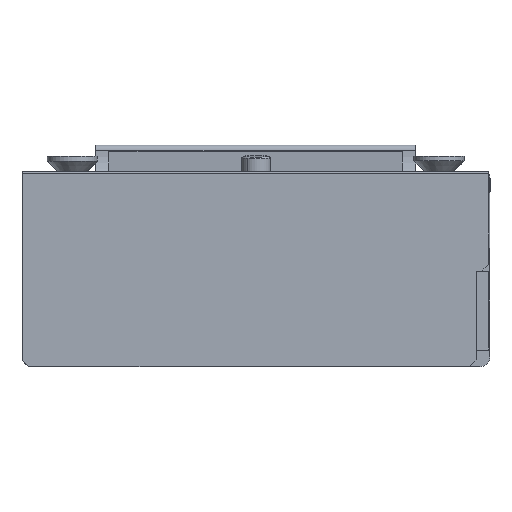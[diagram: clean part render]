
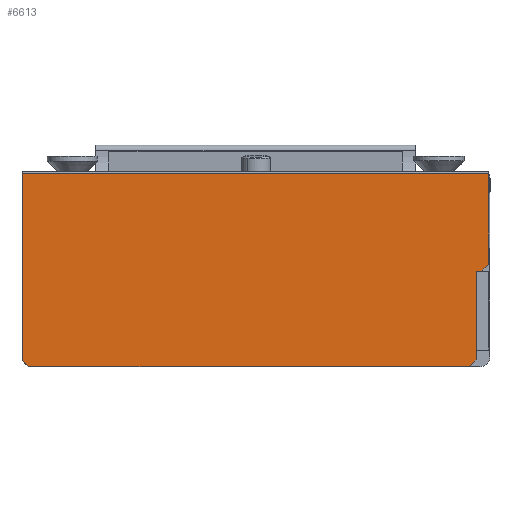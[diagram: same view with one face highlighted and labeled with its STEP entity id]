
A CAD part, front view. The second image highlights one B-rep face of the part: STEP entity #6613.
In plain terms, the highlighted face is planar.
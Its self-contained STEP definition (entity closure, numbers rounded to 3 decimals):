
#408 = VECTOR ( 'NONE', #49786, 1000. ) ;
#1199 = VECTOR ( 'NONE', #23367, 1000. ) ;
#1804 = VERTEX_POINT ( 'NONE', #43350 ) ;
#3208 = VECTOR ( 'NONE', #24610, 1000. ) ;
#3733 = FACE_OUTER_BOUND ( 'NONE', #40394, .T. ) ;
#4318 = DIRECTION ( 'NONE',  ( 0., -1., 0. ) ) ;
#5190 = ORIENTED_EDGE ( 'NONE', *, *, #35421, .T. ) ;
#5646 = VERTEX_POINT ( 'NONE', #28678 ) ;
#6243 = VERTEX_POINT ( 'NONE', #25805 ) ;
#6308 = LINE ( 'NONE', #22614, #15068 ) ;
#6613 = ADVANCED_FACE ( 'N', ( #3733 ), #31852, .T. ) ;
#8004 = CARTESIAN_POINT ( 'NONE',  ( -33.2, 13., 0. ) ) ;
#8023 = VERTEX_POINT ( 'NONE', #40572 ) ;
#8963 = EDGE_CURVE ( 'NONE', #6243, #49963, #31953, .T. ) ;
#10215 = CARTESIAN_POINT ( 'NONE',  ( 33.6, -0.7, 0. ) ) ;
#12046 = DIRECTION ( 'NONE',  ( 0., 1., 0. ) ) ;
#12303 = LINE ( 'NONE', #48660, #3208 ) ;
#12617 = VECTOR ( 'NONE', #19711, 1000. ) ;
#13409 = LINE ( 'NONE', #46312, #30977 ) ;
#13423 = CARTESIAN_POINT ( 'NONE',  ( 31.8, 0.3, 0. ) ) ;
#14888 = DIRECTION ( 'NONE',  ( -0.707, -0.707, 0. ) ) ;
#15068 = VECTOR ( 'NONE', #14888, 1000. ) ;
#15253 = CARTESIAN_POINT ( 'NONE',  ( -37.5, 14., 0. ) ) ;
#15775 = DIRECTION ( 'NONE',  ( 0., 0., 1. ) ) ;
#17501 = CARTESIAN_POINT ( 'NONE',  ( 33.6, 0.3, 0. ) ) ;
#17739 = EDGE_CURVE ( 'NONE', #33529, #1804, #48314, .T. ) ;
#18176 = VERTEX_POINT ( 'NONE', #8004 ) ;
#19711 = DIRECTION ( 'NONE',  ( 0., 1., 0. ) ) ;
#20053 = LINE ( 'NONE', #39901, #24469 ) ;
#20660 = VECTOR ( 'NONE', #4318, 1000. ) ;
#20741 = VERTEX_POINT ( 'NONE', #21963 ) ;
#21963 = CARTESIAN_POINT ( 'NONE',  ( 32.6, 0.3, 0. ) ) ;
#22614 = CARTESIAN_POINT ( 'NONE',  ( -32.2, 14., 0. ) ) ;
#23246 = CARTESIAN_POINT ( 'NONE',  ( 33.6, -0.7, 0. ) ) ;
#23367 = DIRECTION ( 'NONE',  ( 1., 0., 0. ) ) ;
#23541 = ORIENTED_EDGE ( 'NONE', *, *, #35364, .T. ) ;
#24038 = EDGE_CURVE ( 'NONE', #5646, #1804, #12303, .T. ) ;
#24469 = VECTOR ( 'NONE', #12046, 1000. ) ;
#24610 = DIRECTION ( 'NONE',  ( 0.707, -0.707, 0. ) ) ;
#25805 = CARTESIAN_POINT ( 'NONE',  ( -33.2, -13.7, 0. ) ) ;
#26358 = EDGE_CURVE ( 'NONE', #20741, #33529, #45598, .T. ) ;
#28678 = CARTESIAN_POINT ( 'NONE',  ( 30.8, 14., 0. ) ) ;
#30216 = ORIENTED_EDGE ( 'NONE', *, *, #31130, .T. ) ;
#30977 = VECTOR ( 'NONE', #42578, 1000. ) ;
#31130 = EDGE_CURVE ( 'NONE', #49963, #41224, #20053, .T. ) ;
#31237 = CARTESIAN_POINT ( 'NONE',  ( 33.6, -13.7, 0. ) ) ;
#31344 = EDGE_CURVE ( 'NONE', #8023, #18176, #6308, .T. ) ;
#31852 = PLANE ( 'NONE',  #41247 ) ;
#31953 = LINE ( 'NONE', #39981, #1199 ) ;
#33529 = VERTEX_POINT ( 'NONE', #13423 ) ;
#33580 = DIRECTION ( 'NONE',  ( -1., 0., 0. ) ) ;
#35364 = EDGE_CURVE ( 'NONE', #18176, #6243, #37245, .T. ) ;
#35421 = EDGE_CURVE ( 'NONE', #5646, #8023, #13409, .T. ) ;
#36345 = CARTESIAN_POINT ( 'NONE',  ( 31.8, 14., 0. ) ) ;
#37245 = LINE ( 'NONE', #41012, #20660 ) ;
#39901 = CARTESIAN_POINT ( 'NONE',  ( 33.6, 14., 0. ) ) ;
#39981 = CARTESIAN_POINT ( 'NONE',  ( -37.5, -13.7, 0. ) ) ;
#40394 = EDGE_LOOP ( 'NONE', ( #23541, #51741, #30216, #51876, #50371, #45328, #41555, #5190, #45035 ) ) ;
#40572 = CARTESIAN_POINT ( 'NONE',  ( -32.2, 14., 0. ) ) ;
#41012 = CARTESIAN_POINT ( 'NONE',  ( -33.2, 14., 0. ) ) ;
#41224 = VERTEX_POINT ( 'NONE', #23246 ) ;
#41247 = AXIS2_PLACEMENT_3D ( 'NONE', #15253, #15775, #44412 ) ;
#41555 = ORIENTED_EDGE ( 'NONE', *, *, #24038, .F. ) ;
#42578 = DIRECTION ( 'NONE',  ( -1., 0., 0. ) ) ;
#43350 = CARTESIAN_POINT ( 'NONE',  ( 31.8, 13., 0. ) ) ;
#44412 = DIRECTION ( 'NONE',  ( 1., 0., 0. ) ) ;
#45035 = ORIENTED_EDGE ( 'NONE', *, *, #31344, .T. ) ;
#45328 = ORIENTED_EDGE ( 'NONE', *, *, #17739, .T. ) ;
#45598 = LINE ( 'NONE', #17501, #52088 ) ;
#46312 = CARTESIAN_POINT ( 'NONE',  ( -37.5, 14., 0. ) ) ;
#48314 = LINE ( 'NONE', #36345, #12617 ) ;
#48660 = CARTESIAN_POINT ( 'NONE',  ( 31.8, 13., 0. ) ) ;
#48999 = LINE ( 'NONE', #10215, #408 ) ;
#49786 = DIRECTION ( 'NONE',  ( 0.707, -0.707, 0. ) ) ;
#49963 = VERTEX_POINT ( 'NONE', #31237 ) ;
#50371 = ORIENTED_EDGE ( 'NONE', *, *, #26358, .T. ) ;
#51741 = ORIENTED_EDGE ( 'NONE', *, *, #8963, .T. ) ;
#51876 = ORIENTED_EDGE ( 'NONE', *, *, #52816, .F. ) ;
#52088 = VECTOR ( 'NONE', #33580, 1000. ) ;
#52816 = EDGE_CURVE ( 'NONE', #20741, #41224, #48999, .T. ) ;
